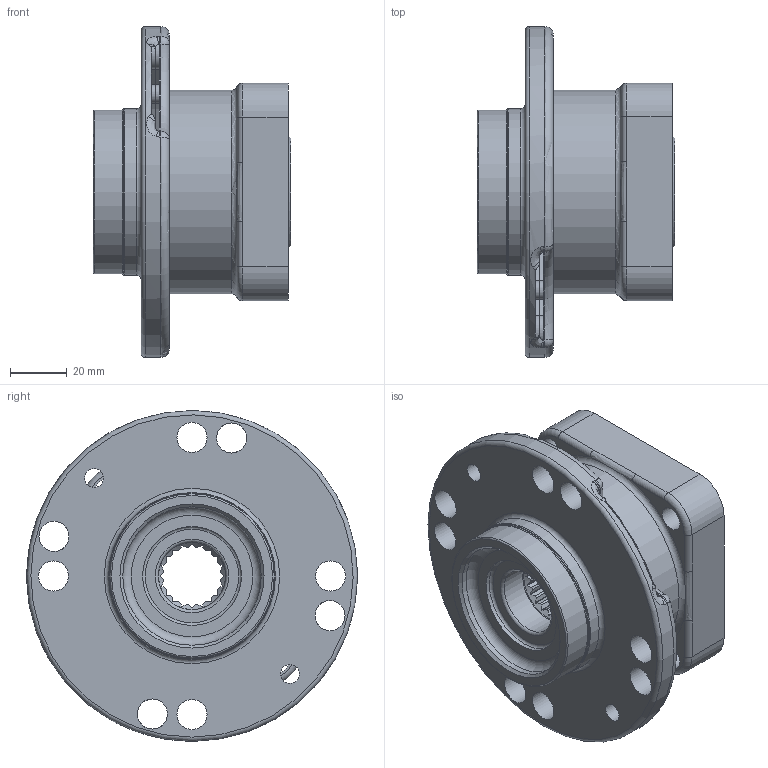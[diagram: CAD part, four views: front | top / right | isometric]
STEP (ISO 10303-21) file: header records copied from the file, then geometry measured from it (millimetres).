
FILE_DESCRIPTION(/* description */ (''),/* implementation_level */ '2;1');
FILE_NAME(/* name */ '__ASSIEME_MOZZO_DISCO__1_MIR.stp',/* time_stamp */ '2016-06-02T11:55:20+02:00',/* author */ (''),/* organization */ (''),/* preprocessor_version */ 'ST-DEVELOPER v16.5',/* originating_system */ 'Autodesk Translation Framework v5.0.0.3310',/* authorisation */ '');
FILE_SCHEMA (('AUTOMOTIVE_DESIGN { 1 0 10303 214 3 1 1 }'));
Length unit declared in the file: centimetre
Products named in the file (1): __ASSIEME_MOZZO_DISCO__1_MIR
Bounding box: 70 x 117 x 117 mm (x, y, z)
Surface area: 49859.1 mm2 (no closed solid volume)
Topology: 0 solids, 2 shells, 192 faces, 572 edges, 373 vertices
Faces by surface type: cylinder 122, torus 21, plane 20, bspline 20, cone 5, sphere 4
Full cylindrical faces by diameter (mm): 6.65 x2, 8.65 x4, 10.65 x8, 24 x2, 35 x1, 41 x1, 49 x1, 55.5 x1, 58 x1, 59 x1, 72 x1, 117 x1
Entity records: 8069 total; most frequent: CARTESIAN_POINT 3510, ORIENTED_EDGE 963, DIRECTION 833, EDGE_CURVE 499, AXIS2_PLACEMENT_3D 357, VERTEX_POINT 346, EDGE_LOOP 265, B_SPLINE_CURVE_WITH_KNOTS 196
